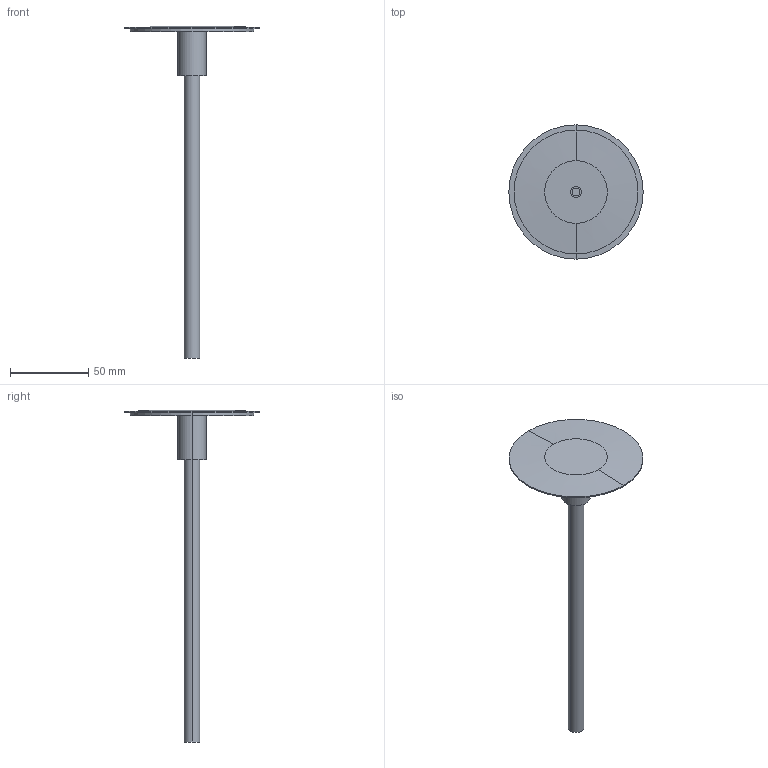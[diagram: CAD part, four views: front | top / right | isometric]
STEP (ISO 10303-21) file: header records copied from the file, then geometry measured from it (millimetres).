
FILE_DESCRIPTION(('CoCreate Modeling STEP Export'),'2;1');
FILE_NAME('5420008.stp','2017-05-12T13:27:30',(''),(''),'CoCreate Modeling STEP processor for AP214 (Solid Model)','CoCreate Modeling 16.00B 02-Dec-2008 (C) Parametric Technology GmbH','');
FILE_SCHEMA(('AUTOMOTIVE_DESIGN { 1 0 10303 214 1 1 1 1 }'));
Length unit declared in the file: millimetre
Products named in the file (5): Kontaktplatte; Gewindehuelse; Anklemmbolzen; Flanschabdeckung; Erdungsfestpunkt.1
Assembly tree (4 placements, depth 2):
  Erdungsfestpunkt.1
    Flanschabdeckung
    Anklemmbolzen
    Gewindehuelse
    Kontaktplatte
Bounding box: 85.6 x 85.6 x 211.65 mm (x, y, z)
Volume: 34219.9 mm3; surface area: 30998.8 mm2
Topology: 4 solids, 4 shells, 119 faces, 275 edges, 182 vertices
Faces by surface type: plane 63, cylinder 50, cone 6
Entity records: 3254 total; most frequent: ORIENTED_EDGE 550, CARTESIAN_POINT 506, DIRECTION 482, EDGE_CURVE 275, VERTEX_POINT 182, VECTOR 166, LINE 166, AXIS2_PLACEMENT_3D 158
